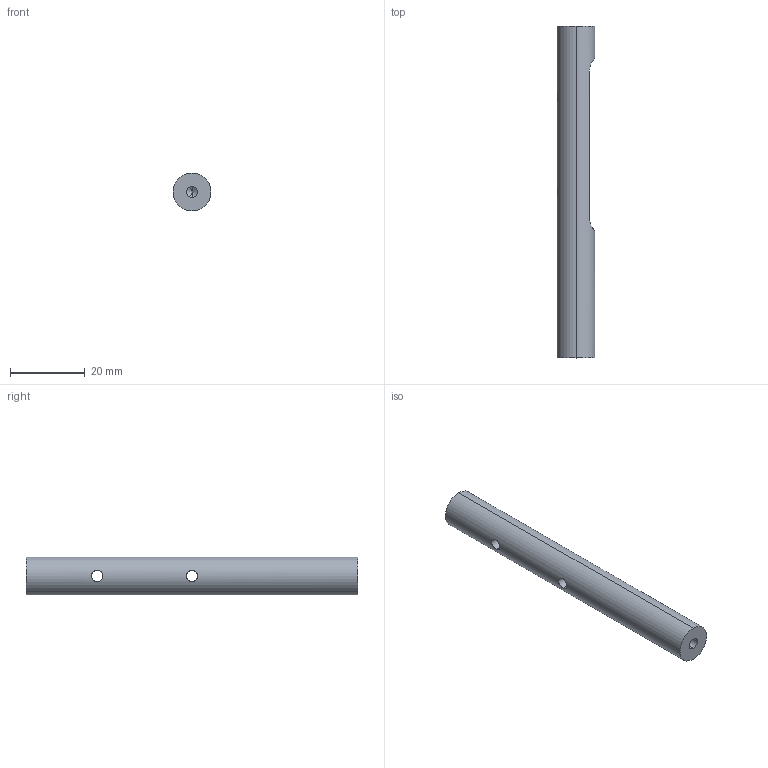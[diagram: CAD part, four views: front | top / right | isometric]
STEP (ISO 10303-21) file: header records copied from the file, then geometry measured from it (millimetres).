
FILE_DESCRIPTION (( 'STEP AP214' ), '1' );
FILE_NAME ('standoff_withmount.STEP', '2019-11-19T00:48:38', ( '' ), ( '' ), 'SwSTEP 2.0', 'SolidWorks 2019', '' );
FILE_SCHEMA (( 'AUTOMOTIVE_DESIGN' ));
Length unit declared in the file: inch
Products named in the file (1): standoff_withmount
Bounding box: 10.16 x 88.9 x 10.16 mm (x, y, z)
Volume: 6610.1 mm3; surface area: 3255.9 mm2
Topology: 1 solids, 1 shells, 19 faces, 44 edges, 26 vertices
Faces by surface type: cylinder 12, cone 4, plane 3
Entity records: 836 total; most frequent: CARTESIAN_POINT 268, DIRECTION 90, ORIENTED_EDGE 80, EDGE_CURVE 40, AXIS2_PLACEMENT_3D 36, EDGE_LOOP 26, VERTEX_POINT 26, FACE_OUTER_BOUND 19
